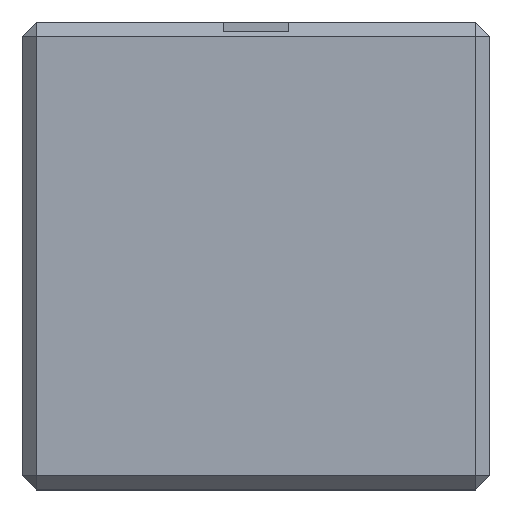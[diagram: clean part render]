
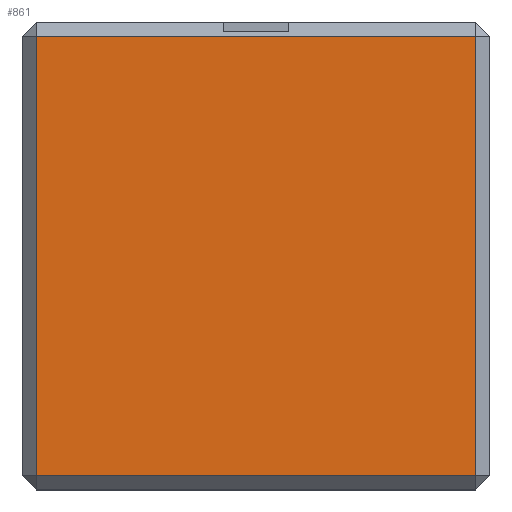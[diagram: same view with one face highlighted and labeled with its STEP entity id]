
A CAD part, top view. The second image highlights one B-rep face of the part: STEP entity #861.
In plain terms, the highlighted planar face has unit normal (0, 0, 1).
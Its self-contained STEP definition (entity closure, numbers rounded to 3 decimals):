
#25 = ORIENTED_EDGE ( 'NONE', *, *, #29, .T. ) ;
#28 = CARTESIAN_POINT ( 'NONE',  ( 48.5, 48.5, 25. ) ) ;
#29 = EDGE_CURVE ( 'NONE', #142, #885, #494, .T. ) ;
#86 = VECTOR ( 'NONE', #319, 1000. ) ;
#88 = EDGE_LOOP ( 'NONE', ( #277, #742, #773, #25 ) ) ;
#118 = VECTOR ( 'NONE', #855, 1000. ) ;
#121 = DIRECTION ( 'NONE',  ( 1., 0., 0. ) ) ;
#139 = EDGE_CURVE ( 'NONE', #259, #142, #572, .T. ) ;
#142 = VERTEX_POINT ( 'NONE', #156 ) ;
#156 = CARTESIAN_POINT ( 'NONE',  ( 1.5, 1.5, 25. ) ) ;
#233 = CARTESIAN_POINT ( 'NONE',  ( 1.5, 0., 25. ) ) ;
#259 = VERTEX_POINT ( 'NONE', #394 ) ;
#277 = ORIENTED_EDGE ( 'NONE', *, *, #524, .T. ) ;
#294 = LINE ( 'NONE', #307, #118 ) ;
#307 = CARTESIAN_POINT ( 'NONE',  ( 48.5, 0., 25. ) ) ;
#319 = DIRECTION ( 'NONE',  ( -1., 0., 0. ) ) ;
#348 = VERTEX_POINT ( 'NONE', #28 ) ;
#394 = CARTESIAN_POINT ( 'NONE',  ( 1.5, 48.5, 25. ) ) ;
#406 = DIRECTION ( 'NONE',  ( 0., 0., -1. ) ) ;
#436 = DIRECTION ( 'NONE',  ( 0., -1., 0. ) ) ;
#464 = DIRECTION ( 'NONE',  ( -1., 0., 0. ) ) ;
#494 = LINE ( 'NONE', #889, #872 ) ;
#524 = EDGE_CURVE ( 'NONE', #885, #348, #294, .T. ) ;
#543 = FACE_OUTER_BOUND ( 'NONE', #88, .T. ) ;
#572 = LINE ( 'NONE', #233, #909 ) ;
#609 = CARTESIAN_POINT ( 'NONE',  ( 48.5, 1.5, 25. ) ) ;
#693 = AXIS2_PLACEMENT_3D ( 'NONE', #812, #406, #464 ) ;
#694 = LINE ( 'NONE', #741, #86 ) ;
#741 = CARTESIAN_POINT ( 'NONE',  ( 0., 48.5, 25. ) ) ;
#742 = ORIENTED_EDGE ( 'NONE', *, *, #848, .T. ) ;
#764 = PLANE ( 'NONE',  #693 ) ;
#773 = ORIENTED_EDGE ( 'NONE', *, *, #139, .T. ) ;
#812 = CARTESIAN_POINT ( 'NONE',  ( 0., 0., 25. ) ) ;
#848 = EDGE_CURVE ( 'NONE', #348, #259, #694, .T. ) ;
#855 = DIRECTION ( 'NONE',  ( 0., 1., 0. ) ) ;
#861 = ADVANCED_FACE ( 'NONE', ( #543 ), #764, .F. ) ;
#872 = VECTOR ( 'NONE', #121, 1000. ) ;
#885 = VERTEX_POINT ( 'NONE', #609 ) ;
#889 = CARTESIAN_POINT ( 'NONE',  ( 0., 1.5, 25. ) ) ;
#909 = VECTOR ( 'NONE', #436, 1000. ) ;
